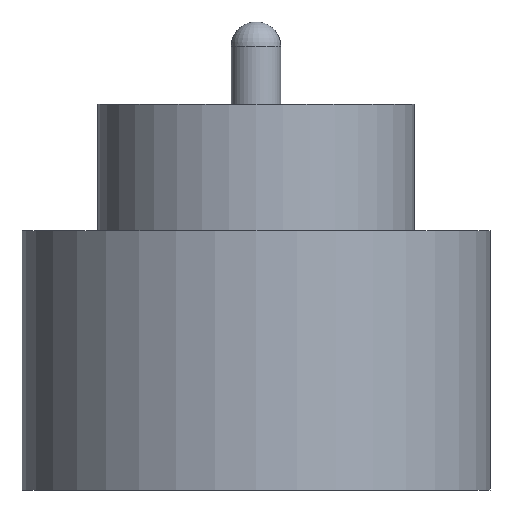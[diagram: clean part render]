
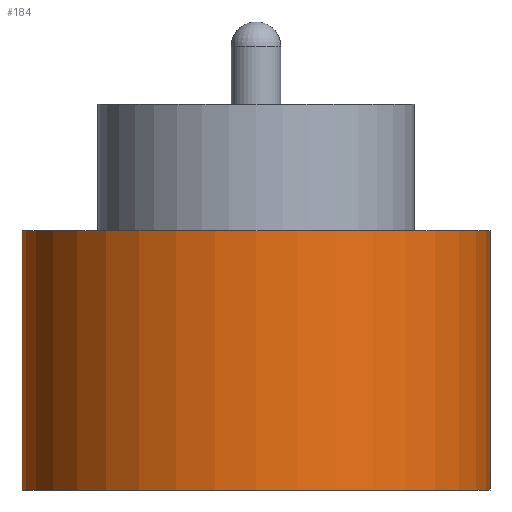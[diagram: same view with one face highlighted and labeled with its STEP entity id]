
A CAD part, front view. The second image highlights one B-rep face of the part: STEP entity #184.
In plain terms, the highlighted cylindrical face has radius 1.85 mm (diameter 3.7 mm), a partial arc.
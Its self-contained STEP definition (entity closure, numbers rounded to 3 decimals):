
#1 = CARTESIAN_POINT ( 'NONE',  ( -1.85, 0., -0.5 ) ) ;
#34 = DIRECTION ( 'NONE',  ( 0., 0., -1. ) ) ;
#57 = DIRECTION ( 'NONE',  ( 0., 0., -1. ) ) ;
#117 = EDGE_CURVE ( 'NONE', #492, #446, #633, .T. ) ;
#131 = DIRECTION ( 'NONE',  ( 1., 0., 0. ) ) ;
#138 = DIRECTION ( 'NONE',  ( 0., 0., 1. ) ) ;
#184 = ADVANCED_FACE ( 'NONE', ( #307 ), #765, .T. ) ;
#235 = CARTESIAN_POINT ( 'NONE',  ( -1.85, 0., 2.55 ) ) ;
#267 = AXIS2_PLACEMENT_3D ( 'NONE', #486, #138, #547 ) ;
#273 = CIRCLE ( 'NONE', #696, 1.85 ) ;
#289 = EDGE_CURVE ( 'NONE', #437, #492, #273, .T. ) ;
#293 = EDGE_LOOP ( 'NONE', ( #525, #731, #320, #430 ) ) ;
#295 = LINE ( 'NONE', #235, #421 ) ;
#300 = DIRECTION ( 'NONE',  ( 0., 0., 1. ) ) ;
#307 = FACE_OUTER_BOUND ( 'NONE', #293, .T. ) ;
#320 = ORIENTED_EDGE ( 'NONE', *, *, #634, .T. ) ;
#332 = CARTESIAN_POINT ( 'NONE',  ( 1.85, 0., 2.55 ) ) ;
#340 = VERTEX_POINT ( 'NONE', #1 ) ;
#421 = VECTOR ( 'NONE', #784, 1000. ) ;
#430 = ORIENTED_EDGE ( 'NONE', *, *, #642, .T. ) ;
#437 = VERTEX_POINT ( 'NONE', #768 ) ;
#441 = CIRCLE ( 'NONE', #267, 1.85 ) ;
#446 = VERTEX_POINT ( 'NONE', #774 ) ;
#486 = CARTESIAN_POINT ( 'NONE',  ( 0., 0., -0.5 ) ) ;
#492 = VERTEX_POINT ( 'NONE', #720 ) ;
#511 = AXIS2_PLACEMENT_3D ( 'NONE', #579, #57, #521 ) ;
#521 = DIRECTION ( 'NONE',  ( -1., 0., 0. ) ) ;
#525 = ORIENTED_EDGE ( 'NONE', *, *, #117, .F. ) ;
#547 = DIRECTION ( 'NONE',  ( 1., 0., 0. ) ) ;
#579 = CARTESIAN_POINT ( 'NONE',  ( 0., 0., 2.55 ) ) ;
#633 = LINE ( 'NONE', #332, #660 ) ;
#634 = EDGE_CURVE ( 'NONE', #437, #340, #295, .T. ) ;
#642 = EDGE_CURVE ( 'NONE', #340, #446, #441, .T. ) ;
#660 = VECTOR ( 'NONE', #34, 1000. ) ;
#696 = AXIS2_PLACEMENT_3D ( 'NONE', #746, #300, #131 ) ;
#720 = CARTESIAN_POINT ( 'NONE',  ( 1.85, 0., 1.55 ) ) ;
#731 = ORIENTED_EDGE ( 'NONE', *, *, #289, .F. ) ;
#746 = CARTESIAN_POINT ( 'NONE',  ( 0., 0., 1.55 ) ) ;
#765 = CYLINDRICAL_SURFACE ( 'NONE', #511, 1.85 ) ;
#768 = CARTESIAN_POINT ( 'NONE',  ( -1.85, 0., 1.55 ) ) ;
#774 = CARTESIAN_POINT ( 'NONE',  ( 1.85, 0., -0.5 ) ) ;
#784 = DIRECTION ( 'NONE',  ( 0., 0., -1. ) ) ;
